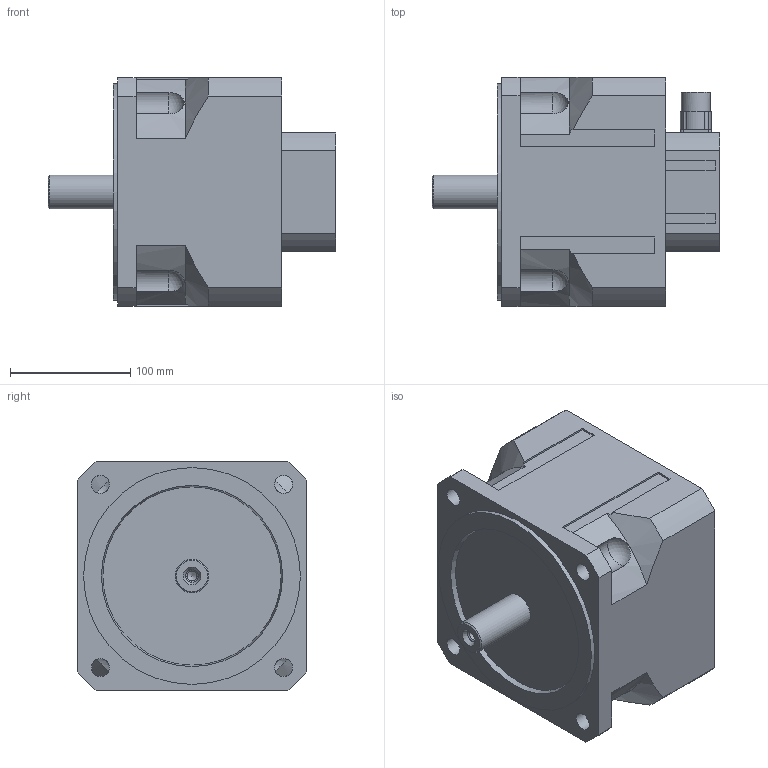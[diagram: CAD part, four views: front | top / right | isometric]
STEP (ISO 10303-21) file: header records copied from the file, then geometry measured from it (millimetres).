
FILE_DESCRIPTION(/* description */ ('Alibre Inc.'),/* implementation_level */ '2;1');
FILE_NAME(/* name */ 'export2',/* time_stamp */ '2013-04-26T08:26:04+02:00',/* author */ (''),/* organization */ (''),/* preprocessor_version */ 'ST-DEVELOPER v12',/* originating_system */ 'Alibre',/* authorisation */ '');
FILE_SCHEMA (('CONFIG_CONTROL_DESIGN'));
Length unit declared in the file: millimetre
Products named in the file (5): ID_1
Bounding box: 239 x 190 x 190 mm (x, y, z)
Volume: 5113795.8 mm3; surface area: 231043.7 mm2
Topology: 4 solids, 4 shells, 169 faces, 455 edges, 296 vertices
Faces by surface type: plane 90, cylinder 66, cone 9, sphere 4
Full cylindrical faces by diameter (mm): 2.7 x8, 8.376 x1, 10.5 x1, 15 x4, 20 x4, 24 x2, 28 x1, 180 x1
Entity records: 5589 total; most frequent: CARTESIAN_POINT 1002, DIRECTION 825, ORIENTED_EDGE 822, EDGE_CURVE 411, AXIS2_PLACEMENT_3D 353, VERTEX_POINT 283, EDGE_LOOP 230, FACE_BOUND 230
